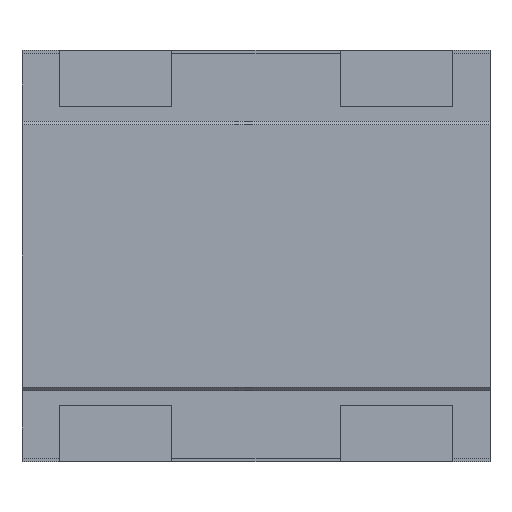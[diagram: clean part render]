
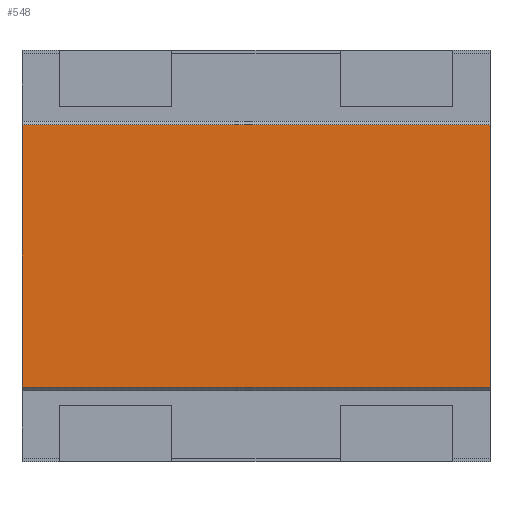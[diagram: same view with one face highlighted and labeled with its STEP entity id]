
A CAD part, front view. The second image highlights one B-rep face of the part: STEP entity #548.
In plain terms, the highlighted planar face has unit normal (0, -1, 0).
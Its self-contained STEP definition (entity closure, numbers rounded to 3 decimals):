
#36=FACE_OUTER_BOUND('',#65,.T.);
#65=EDGE_LOOP('',(#384,#385,#386,#387));
#104=LINE('',#802,#179);
#105=LINE('',#805,#180);
#106=LINE('',#807,#181);
#107=LINE('',#808,#182);
#179=VECTOR('',#652,10.);
#180=VECTOR('',#655,10.);
#181=VECTOR('',#656,10.);
#182=VECTOR('',#657,10.);
#249=VERTEX_POINT('',#798);
#250=VERTEX_POINT('',#800);
#251=VERTEX_POINT('',#804);
#252=VERTEX_POINT('',#806);
#304=EDGE_CURVE('',#249,#250,#104,.T.);
#305=EDGE_CURVE('',#249,#251,#105,.T.);
#306=EDGE_CURVE('',#252,#250,#106,.T.);
#307=EDGE_CURVE('',#251,#252,#107,.T.);
#384=ORIENTED_EDGE('',*,*,#305,.F.);
#385=ORIENTED_EDGE('',*,*,#304,.T.);
#386=ORIENTED_EDGE('',*,*,#306,.F.);
#387=ORIENTED_EDGE('',*,*,#307,.F.);
#519=PLANE('',#595);
#548=ADVANCED_FACE('',(#36),#519,.T.);
#595=AXIS2_PLACEMENT_3D('',#803,#653,#654);
#652=DIRECTION('',(1.,0.,0.));
#653=DIRECTION('center_axis',(0.,-1.,0.));
#654=DIRECTION('ref_axis',(0.,0.,-1.));
#655=DIRECTION('',(0.,0.,1.));
#656=DIRECTION('',(0.,0.,-1.));
#657=DIRECTION('',(1.,0.,0.));
#798=CARTESIAN_POINT('',(0.,-5.5,2.));
#800=CARTESIAN_POINT('',(12.5,-5.5,2.));
#802=CARTESIAN_POINT('',(0.,-5.5,2.));
#803=CARTESIAN_POINT('Origin',(0.,-5.5,9.));
#804=CARTESIAN_POINT('',(0.,-5.5,9.));
#805=CARTESIAN_POINT('',(0.,-5.5,2.));
#806=CARTESIAN_POINT('',(12.5,-5.5,9.));
#807=CARTESIAN_POINT('',(12.5,-5.5,2.));
#808=CARTESIAN_POINT('',(0.,-5.5,9.));
